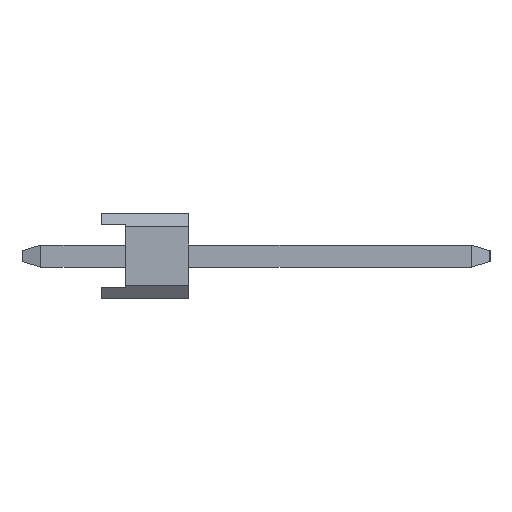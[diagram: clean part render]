
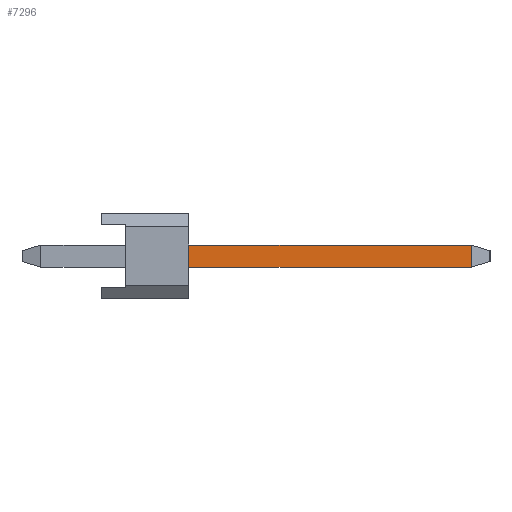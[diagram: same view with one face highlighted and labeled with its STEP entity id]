
A CAD part, left-side view. The second image highlights one B-rep face of the part: STEP entity #7296.
In plain terms, the highlighted planar face has unit normal (-1, 0, 0).
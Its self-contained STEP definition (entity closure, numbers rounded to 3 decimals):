
#4068=EDGE_CURVE('',#7928,#4654,#10606,.T.);
#4112=VERTEX_POINT('',#10652);
#4580=EDGE_CURVE('',#4112,#5304,#11171,.T.);
#4654=VERTEX_POINT('',#11252);
#5304=VERTEX_POINT('',#11975);
#5362=EDGE_CURVE('',#5304,#7928,#12035,.T.);
#6432=EDGE_CURVE('',#4654,#4112,#13218,.T.);
#7296=ADVANCED_FACE('',(#14185),#14186,.T.);
#7928=VERTEX_POINT('',#14873);
#10606=LINE('',#18110,#18111);
#10652=CARTESIAN_POINT('',(-25.72,-10.744,0.32));
#11171=LINE('',#18921,#18922);
#11252=CARTESIAN_POINT('',(-25.72,-2.54,0.32));
#11975=CARTESIAN_POINT('',(-25.72,-10.744,-0.32));
#12035=LINE('',#20175,#20176);
#13218=LINE('',#21902,#21903);
#14185=FACE_OUTER_BOUND('',#23304,.T.);
#14186=PLANE('',#23305);
#14873=CARTESIAN_POINT('',(-25.72,-2.54,-0.32));
#18110=CARTESIAN_POINT('',(-25.72,-2.54,0.252));
#18111=VECTOR('',#27928,1.0);
#18921=CARTESIAN_POINT('',(-25.72,-10.744,0.5));
#18922=VECTOR('',#28483,1.0);
#20175=CARTESIAN_POINT('',(-25.72,1.764,-0.32));
#20176=VECTOR('',#29358,1.0);
#21902=CARTESIAN_POINT('',(-25.72,-4.49,0.32));
#21903=VECTOR('',#30568,1.0);
#23304=EDGE_LOOP('',(#31711,#31712,#31713,#31714));
#23305=AXIS2_PLACEMENT_3D('',#31715,#31716,#31717);
#27928=DIRECTION('',(0.,0.,1.0));
#28483=DIRECTION('',(0.0,0.,-1.0));
#29358=DIRECTION('',(0.,1.0,0.));
#30568=DIRECTION('',(0.,-1.0,0.));
#31711=ORIENTED_EDGE('',*,*,#4068,.F.);
#31712=ORIENTED_EDGE('',*,*,#5362,.F.);
#31713=ORIENTED_EDGE('',*,*,#4580,.F.);
#31714=ORIENTED_EDGE('',*,*,#6432,.F.);
#31715=CARTESIAN_POINT('',(-25.72,1.764,0.5));
#31716=DIRECTION('',(-1.0,0.,0.));
#31717=DIRECTION('',(0.,1.0,0.));
